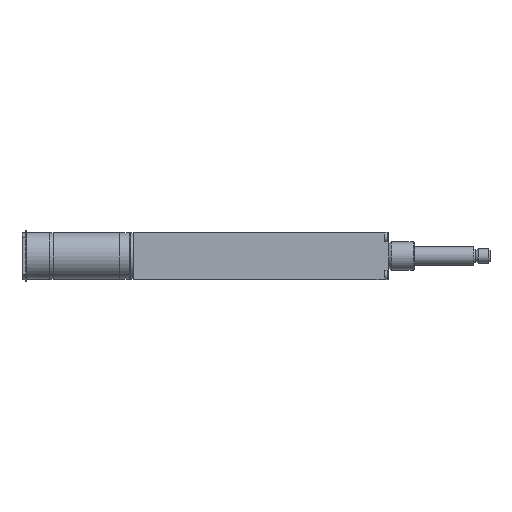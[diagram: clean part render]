
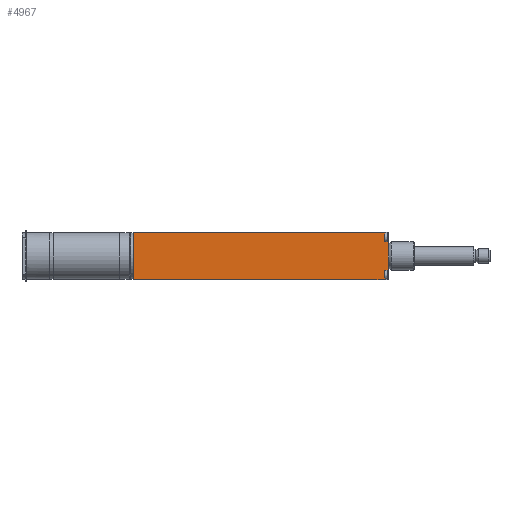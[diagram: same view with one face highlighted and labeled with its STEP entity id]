
A CAD part, front view. The second image highlights one B-rep face of the part: STEP entity #4967.
In plain terms, the highlighted planar face has unit normal (0, -1, 0).
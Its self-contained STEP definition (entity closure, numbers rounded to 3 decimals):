
#440=FACE_OUTER_BOUND('',#723,.T.);
#723=EDGE_LOOP('',(#3949,#3950,#3951,#3952,#3953,#3954,#3955,#3956,#3957,
#3958,#3959,#3960,#3961,#3962));
#1153=LINE('',#7655,#1677);
#1185=LINE('',#7818,#1709);
#1191=LINE('',#7831,#1715);
#1196=LINE('',#7846,#1720);
#1200=LINE('',#7858,#1724);
#1203=LINE('',#7864,#1727);
#1208=LINE('',#7871,#1732);
#1219=LINE('',#7893,#1743);
#1226=LINE('',#7911,#1750);
#1229=LINE('',#8166,#1753);
#1230=LINE('',#8168,#1754);
#1231=LINE('',#8169,#1755);
#1232=LINE('',#8170,#1756);
#1233=LINE('',#8171,#1757);
#1677=VECTOR('',#6179,0.9);
#1709=VECTOR('',#6305,0.7);
#1715=VECTOR('',#6319,1.);
#1720=VECTOR('',#6332,0.7);
#1724=VECTOR('',#6342,0.9);
#1727=VECTOR('',#6347,0.4);
#1732=VECTOR('',#6354,6.);
#1743=VECTOR('',#6371,0.4);
#1750=VECTOR('',#6390,0.1);
#1753=VECTOR('',#6415,10.);
#1754=VECTOR('',#6416,53.1);
#1755=VECTOR('',#6417,0.1);
#1756=VECTOR('',#6418,1.);
#1757=VECTOR('',#6419,53.1);
#2127=VERTEX_POINT('',#7638);
#2133=VERTEX_POINT('',#7653);
#2176=VERTEX_POINT('',#7815);
#2177=VERTEX_POINT('',#7817);
#2185=VERTEX_POINT('',#7842);
#2186=VERTEX_POINT('',#7844);
#2190=VERTEX_POINT('',#7855);
#2191=VERTEX_POINT('',#7857);
#2193=VERTEX_POINT('',#7863);
#2202=VERTEX_POINT('',#7891);
#2207=VERTEX_POINT('',#7909);
#2217=VERTEX_POINT('',#8164);
#2218=VERTEX_POINT('',#8165);
#2219=VERTEX_POINT('',#8167);
#2714=EDGE_CURVE('',#2127,#2133,#1153,.T.);
#2773=EDGE_CURVE('',#2177,#2176,#1185,.T.);
#2780=EDGE_CURVE('',#2176,#2127,#1191,.T.);
#2787=EDGE_CURVE('',#2185,#2186,#1196,.T.);
#2792=EDGE_CURVE('',#2191,#2190,#1200,.T.);
#2795=EDGE_CURVE('',#2193,#2191,#1203,.T.);
#2800=EDGE_CURVE('',#2186,#2177,#1208,.T.);
#2811=EDGE_CURVE('',#2202,#2133,#1219,.T.);
#2820=EDGE_CURVE('',#2207,#2202,#1226,.T.);
#2832=EDGE_CURVE('',#2217,#2218,#1229,.T.);
#2833=EDGE_CURVE('',#2217,#2219,#1230,.T.);
#2834=EDGE_CURVE('',#2193,#2219,#1231,.T.);
#2835=EDGE_CURVE('',#2190,#2185,#1232,.T.);
#2836=EDGE_CURVE('',#2218,#2207,#1233,.T.);
#3949=ORIENTED_EDGE('',*,*,#2832,.F.);
#3950=ORIENTED_EDGE('',*,*,#2833,.T.);
#3951=ORIENTED_EDGE('',*,*,#2834,.F.);
#3952=ORIENTED_EDGE('',*,*,#2795,.T.);
#3953=ORIENTED_EDGE('',*,*,#2792,.T.);
#3954=ORIENTED_EDGE('',*,*,#2835,.T.);
#3955=ORIENTED_EDGE('',*,*,#2787,.T.);
#3956=ORIENTED_EDGE('',*,*,#2800,.T.);
#3957=ORIENTED_EDGE('',*,*,#2773,.T.);
#3958=ORIENTED_EDGE('',*,*,#2780,.T.);
#3959=ORIENTED_EDGE('',*,*,#2714,.T.);
#3960=ORIENTED_EDGE('',*,*,#2811,.F.);
#3961=ORIENTED_EDGE('',*,*,#2820,.F.);
#3962=ORIENTED_EDGE('',*,*,#2836,.F.);
#4473=PLANE('',#5313);
#4967=ADVANCED_FACE('',(#440),#4473,.T.);
#5313=AXIS2_PLACEMENT_3D('',#8163,#6413,#6414);
#6179=DIRECTION('',(0.,0.,1.));
#6305=DIRECTION('',(-1.,0.,0.));
#6319=DIRECTION('',(0.,0.,1.));
#6332=DIRECTION('',(1.,0.,0.));
#6342=DIRECTION('',(0.,0.,1.));
#6347=DIRECTION('',(1.,0.,0.));
#6354=DIRECTION('',(0.,0.,1.));
#6371=DIRECTION('',(1.,0.,0.));
#6390=DIRECTION('',(0.,0.,-1.));
#6413=DIRECTION('center_axis',(0.,-1.,0.));
#6414=DIRECTION('ref_axis',(0.,0.,-1.));
#6415=DIRECTION('',(0.,0.,1.));
#6416=DIRECTION('',(1.,0.,0.));
#6417=DIRECTION('',(0.,0.,-1.));
#6418=DIRECTION('',(0.,0.,1.));
#6419=DIRECTION('',(1.,0.,0.));
#7638=CARTESIAN_POINT('',(39.026,-8.035,4.));
#7653=CARTESIAN_POINT('',(39.026,-8.035,4.9));
#7655=CARTESIAN_POINT('',(39.026,-8.035,-0.419));
#7815=CARTESIAN_POINT('',(39.026,-8.035,3.));
#7817=CARTESIAN_POINT('',(39.726,-8.035,3.));
#7818=CARTESIAN_POINT('',(39.176,-8.035,3.));
#7831=CARTESIAN_POINT('',(39.026,-8.035,-0.419));
#7842=CARTESIAN_POINT('',(39.026,-8.035,-3.));
#7844=CARTESIAN_POINT('',(39.726,-8.035,-3.));
#7846=CARTESIAN_POINT('',(39.176,-8.035,-3.));
#7855=CARTESIAN_POINT('',(39.026,-8.035,-4.));
#7857=CARTESIAN_POINT('',(39.026,-8.035,-4.9));
#7858=CARTESIAN_POINT('',(39.026,-8.035,-4.481));
#7863=CARTESIAN_POINT('',(38.626,-8.035,-4.9));
#7864=CARTESIAN_POINT('',(38.626,-8.035,-4.9));
#7871=CARTESIAN_POINT('',(39.726,-8.035,-2.45));
#7891=CARTESIAN_POINT('',(38.626,-8.035,4.9));
#7893=CARTESIAN_POINT('',(38.626,-8.035,4.9));
#7909=CARTESIAN_POINT('',(38.626,-8.035,5.));
#7911=CARTESIAN_POINT('',(38.626,-8.035,-5.));
#8163=CARTESIAN_POINT('Origin',(-14.474,-8.035,5.));
#8164=CARTESIAN_POINT('',(-14.474,-8.035,-5.));
#8165=CARTESIAN_POINT('',(-14.474,-8.035,5.));
#8166=CARTESIAN_POINT('',(-14.474,-8.035,-5.));
#8167=CARTESIAN_POINT('',(38.626,-8.035,-5.));
#8168=CARTESIAN_POINT('',(-14.474,-8.035,-5.));
#8169=CARTESIAN_POINT('',(38.626,-8.035,-5.));
#8170=CARTESIAN_POINT('',(39.026,-8.035,-4.481));
#8171=CARTESIAN_POINT('',(-14.474,-8.035,5.));
